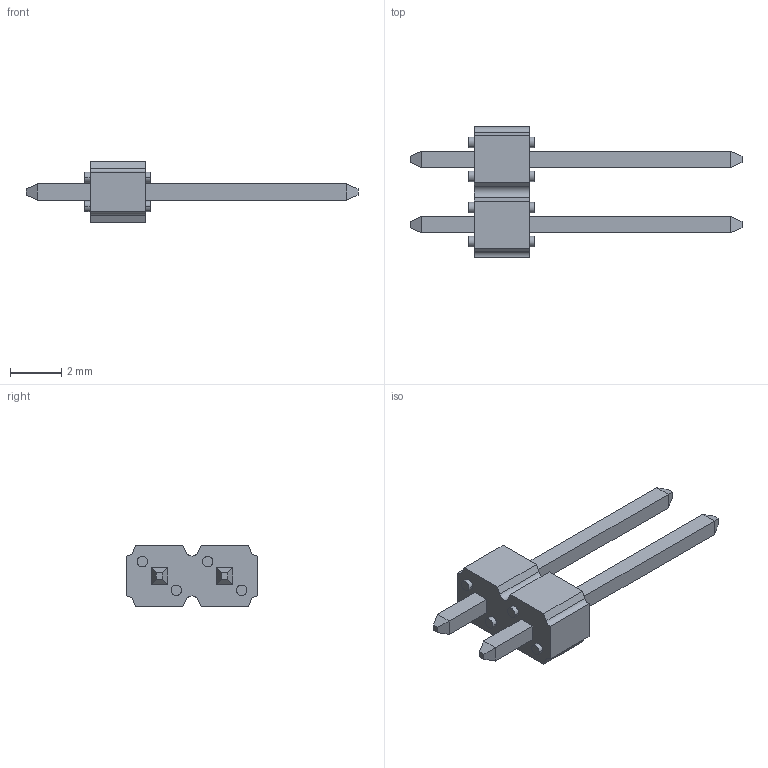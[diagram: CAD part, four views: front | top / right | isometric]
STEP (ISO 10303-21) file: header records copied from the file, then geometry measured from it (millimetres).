
FILE_DESCRIPTION((''),'2;1');
FILE_NAME('P10129378-X02004BLF','2019-09-25T',('pramu'),('AFCI'),'CREO PARAMETRIC BY PTC INC, 2016130','CREO PARAMETRIC BY PTC INC, 2016130','');
FILE_SCHEMA(('CONFIG_CONTROL_DESIGN'));
Length unit declared in the file: millimetre
Products named in the file (1): P10129378-X02004BLF
Bounding box: 12.91 x 5.08 x 2.41 mm (x, y, z)
Volume: 33.1 mm3; surface area: 110 mm2
Topology: 1 solids, 1 shells, 82 faces, 188 edges, 120 vertices
Faces by surface type: plane 60, cylinder 22
Entity records: 2326 total; most frequent: DIRECTION 396, CARTESIAN_POINT 390, ORIENTED_EDGE 376, EDGE_CURVE 188, VECTOR 144, LINE 144, AXIS2_PLACEMENT_3D 126, VERTEX_POINT 120
